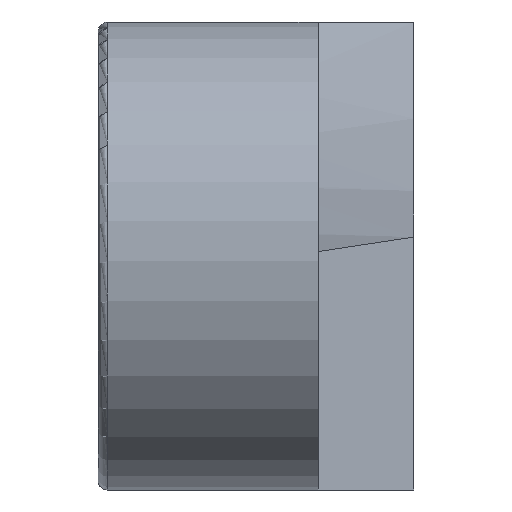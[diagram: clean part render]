
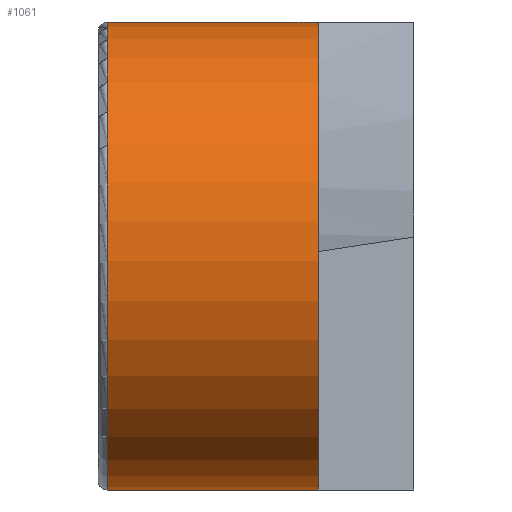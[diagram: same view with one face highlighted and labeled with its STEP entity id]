
A CAD part, left-side view. The second image highlights one B-rep face of the part: STEP entity #1061.
In plain terms, the highlighted cylindrical face has radius 12.5 mm (diameter 25 mm), a partial arc.
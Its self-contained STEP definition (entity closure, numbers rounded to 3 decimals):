
#3 = LINE ( 'NONE', #1386, #214 ) ;
#30 = CYLINDRICAL_SURFACE ( 'NONE', #239, 12.5 ) ;
#55 = EDGE_CURVE ( 'NONE', #1417, #163, #3, .T. ) ;
#67 = CIRCLE ( 'NONE', #834, 12.5 ) ;
#163 = VERTEX_POINT ( 'NONE', #661 ) ;
#214 = VECTOR ( 'NONE', #886, 1000. ) ;
#239 = AXIS2_PLACEMENT_3D ( 'NONE', #1225, #1346, #1229 ) ;
#290 = ORIENTED_EDGE ( 'NONE', *, *, #888, .T. ) ;
#347 = DIRECTION ( 'NONE',  ( 0., -1., 0. ) ) ;
#442 = EDGE_LOOP ( 'NONE', ( #1291, #290, #1493, #1305 ) ) ;
#456 = CARTESIAN_POINT ( 'NONE',  ( -32.5, 5.12, 0. ) ) ;
#572 = FACE_OUTER_BOUND ( 'NONE', #442, .T. ) ;
#582 = CARTESIAN_POINT ( 'NONE',  ( -32.5, 16.37, 0. ) ) ;
#594 = CARTESIAN_POINT ( 'NONE',  ( -32.5, 5.12, -12.5 ) ) ;
#601 = VERTEX_POINT ( 'NONE', #1234 ) ;
#661 = CARTESIAN_POINT ( 'NONE',  ( -33.058, 5.12, 12.488 ) ) ;
#665 = LINE ( 'NONE', #1504, #992 ) ;
#691 = DIRECTION ( 'NONE',  ( 0., -1., 0. ) ) ;
#703 = DIRECTION ( 'NONE',  ( -1., 0., 0. ) ) ;
#789 = DIRECTION ( 'NONE',  ( 0., 1., 0. ) ) ;
#834 = AXIS2_PLACEMENT_3D ( 'NONE', #582, #347, #1515 ) ;
#839 = EDGE_CURVE ( 'NONE', #1000, #601, #665, .T. ) ;
#886 = DIRECTION ( 'NONE',  ( 0., -1., 0. ) ) ;
#888 = EDGE_CURVE ( 'NONE', #1417, #601, #67, .T. ) ;
#917 = CIRCLE ( 'NONE', #1446, 12.5 ) ;
#992 = VECTOR ( 'NONE', #789, 1000. ) ;
#1000 = VERTEX_POINT ( 'NONE', #594 ) ;
#1061 = ADVANCED_FACE ( 'NONE', ( #572 ), #30, .T. ) ;
#1074 = CARTESIAN_POINT ( 'NONE',  ( -33.058, 16.37, 12.488 ) ) ;
#1225 = CARTESIAN_POINT ( 'NONE',  ( -32.5, 16.87, 0. ) ) ;
#1229 = DIRECTION ( 'NONE',  ( 0., 0., -1. ) ) ;
#1234 = CARTESIAN_POINT ( 'NONE',  ( -32.5, 16.37, -12.5 ) ) ;
#1271 = EDGE_CURVE ( 'NONE', #163, #1000, #917, .T. ) ;
#1291 = ORIENTED_EDGE ( 'NONE', *, *, #55, .F. ) ;
#1305 = ORIENTED_EDGE ( 'NONE', *, *, #1271, .F. ) ;
#1346 = DIRECTION ( 'NONE',  ( 0., -1., 0. ) ) ;
#1386 = CARTESIAN_POINT ( 'NONE',  ( -33.058, 8.435, 12.488 ) ) ;
#1417 = VERTEX_POINT ( 'NONE', #1074 ) ;
#1446 = AXIS2_PLACEMENT_3D ( 'NONE', #456, #691, #703 ) ;
#1493 = ORIENTED_EDGE ( 'NONE', *, *, #839, .F. ) ;
#1504 = CARTESIAN_POINT ( 'NONE',  ( -32.5, 16.87, -12.5 ) ) ;
#1515 = DIRECTION ( 'NONE',  ( 0., 0., 1. ) ) ;
